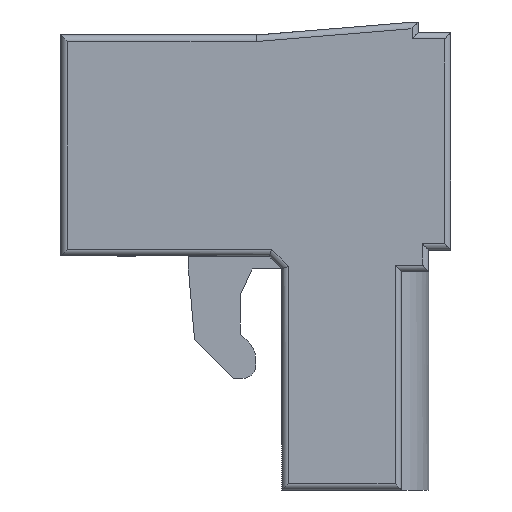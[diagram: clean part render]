
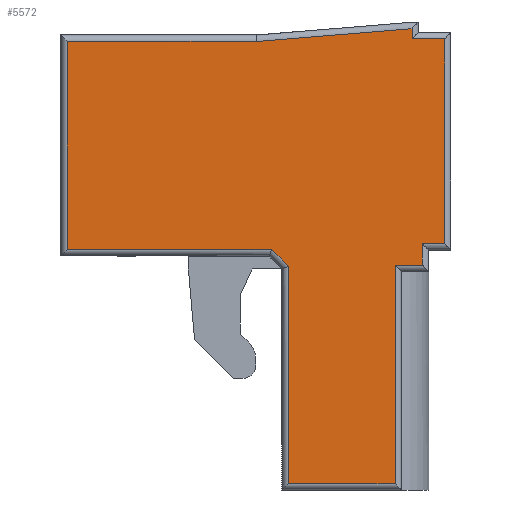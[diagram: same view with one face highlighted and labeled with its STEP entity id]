
A CAD part, left-side view. The second image highlights one B-rep face of the part: STEP entity #5572.
In plain terms, the highlighted planar face has unit normal (-1, 0, 0).
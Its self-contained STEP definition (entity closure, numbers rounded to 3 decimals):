
#39 = LINE ( 'NONE', #2982, #3668 ) ;
#71 = ORIENTED_EDGE ( 'NONE', *, *, #1329, .T. ) ;
#356 = VECTOR ( 'NONE', #5728, 1000. ) ;
#375 = DIRECTION ( 'NONE',  ( 0., 0., 1. ) ) ;
#408 = DIRECTION ( 'NONE',  ( 0., 0.997, -0.082 ) ) ;
#685 = EDGE_CURVE ( 'NONE', #5045, #2022, #4134, .T. ) ;
#835 = CARTESIAN_POINT ( 'NONE',  ( 25., 15., -0.75 ) ) ;
#858 = CARTESIAN_POINT ( 'NONE',  ( 25., 0.25, -0.65 ) ) ;
#993 = CARTESIAN_POINT ( 'NONE',  ( 25., 2.15, -17.75 ) ) ;
#1201 = EDGE_CURVE ( 'NONE', #1216, #2778, #39, .T. ) ;
#1216 = VERTEX_POINT ( 'NONE', #6340 ) ;
#1318 = EDGE_CURVE ( 'NONE', #2022, #3369, #8952, .T. ) ;
#1329 = EDGE_CURVE ( 'NONE', #2778, #8826, #6035, .T. ) ;
#1544 = LINE ( 'NONE', #7502, #6885 ) ;
#1669 = DIRECTION ( 'NONE',  ( 0., 0., -1. ) ) ;
#1859 = CARTESIAN_POINT ( 'NONE',  ( 25., 14.75, -0.75 ) ) ;
#1873 = CARTESIAN_POINT ( 'NONE',  ( 25., 1.1, -8.78 ) ) ;
#1933 = EDGE_CURVE ( 'NONE', #3369, #2788, #2140, .T. ) ;
#1997 = VERTEX_POINT ( 'NONE', #6214 ) ;
#2022 = VERTEX_POINT ( 'NONE', #1859 ) ;
#2067 = CARTESIAN_POINT ( 'NONE',  ( 25., 0., 0. ) ) ;
#2140 = LINE ( 'NONE', #3921, #7707 ) ;
#2255 = VECTOR ( 'NONE', #375, 1000. ) ;
#2388 = VERTEX_POINT ( 'NONE', #3654 ) ;
#2652 = AXIS2_PLACEMENT_3D ( 'NONE', #2067, #2774, #7864 ) ;
#2770 = VERTEX_POINT ( 'NONE', #3257 ) ;
#2774 = DIRECTION ( 'NONE',  ( -1., 0., 0. ) ) ;
#2778 = VERTEX_POINT ( 'NONE', #2950 ) ;
#2788 = VERTEX_POINT ( 'NONE', #4446 ) ;
#2791 = CARTESIAN_POINT ( 'NONE',  ( 25., 7.49, -0.75 ) ) ;
#2809 = CARTESIAN_POINT ( 'NONE',  ( 25., 1.5, 0. ) ) ;
#2869 = ORIENTED_EDGE ( 'NONE', *, *, #5594, .T. ) ;
#2926 = DIRECTION ( 'NONE',  ( 0., 0., -1. ) ) ;
#2950 = CARTESIAN_POINT ( 'NONE',  ( 25., 6.25, -17.75 ) ) ;
#2978 = DIRECTION ( 'NONE',  ( 0., 0., 1. ) ) ;
#2982 = CARTESIAN_POINT ( 'NONE',  ( 25., 6.25, -18. ) ) ;
#3121 = DIRECTION ( 'NONE',  ( 0., -1., 0. ) ) ;
#3145 = VECTOR ( 'NONE', #408, 1000. ) ;
#3234 = VERTEX_POINT ( 'NONE', #8546 ) ;
#3257 = CARTESIAN_POINT ( 'NONE',  ( 25., 1.5, -0.259 ) ) ;
#3369 = VERTEX_POINT ( 'NONE', #5503 ) ;
#3445 = DIRECTION ( 'NONE',  ( 0., -1., 0. ) ) ;
#3594 = ORIENTED_EDGE ( 'NONE', *, *, #6762, .T. ) ;
#3654 = CARTESIAN_POINT ( 'NONE',  ( 25., 2.15, -9.35 ) ) ;
#3668 = VECTOR ( 'NONE', #2926, 1000. ) ;
#3717 = DIRECTION ( 'NONE',  ( 0., 1., 0. ) ) ;
#3921 = CARTESIAN_POINT ( 'NONE',  ( 25., 7., -8.75 ) ) ;
#4115 = VECTOR ( 'NONE', #1669, 1000. ) ;
#4134 = LINE ( 'NONE', #835, #7745 ) ;
#4160 = ORIENTED_EDGE ( 'NONE', *, *, #6219, .T. ) ;
#4232 = CARTESIAN_POINT ( 'NONE',  ( 25., 0.85, -9.35 ) ) ;
#4295 = CARTESIAN_POINT ( 'NONE',  ( 25., 1.1, -9.35 ) ) ;
#4446 = CARTESIAN_POINT ( 'NONE',  ( 25., 6.896, -8.75 ) ) ;
#4532 = LINE ( 'NONE', #7784, #6670 ) ;
#4553 = CARTESIAN_POINT ( 'NONE',  ( 25., 1.5, -0.65 ) ) ;
#4638 = DIRECTION ( 'NONE',  ( 0., -1., 0. ) ) ;
#4642 = FACE_OUTER_BOUND ( 'NONE', #7288, .T. ) ;
#4798 = DIRECTION ( 'NONE',  ( 0., 1., 0. ) ) ;
#4941 = PLANE ( 'NONE',  #2652 ) ;
#4951 = EDGE_CURVE ( 'NONE', #3234, #1997, #4532, .T. ) ;
#5045 = VERTEX_POINT ( 'NONE', #2791 ) ;
#5271 = ORIENTED_EDGE ( 'NONE', *, *, #4951, .T. ) ;
#5348 = DIRECTION ( 'NONE',  ( 0., -0.707, -0.707 ) ) ;
#5467 = EDGE_CURVE ( 'NONE', #6118, #8664, #8235, .T. ) ;
#5472 = CARTESIAN_POINT ( 'NONE',  ( 25., 7.48, -0.749 ) ) ;
#5488 = LINE ( 'NONE', #1873, #7398 ) ;
#5503 = CARTESIAN_POINT ( 'NONE',  ( 25., 14.75, -8.75 ) ) ;
#5572 = ADVANCED_FACE ( 'NONE', ( #4642 ), #4941, .T. ) ;
#5594 = EDGE_CURVE ( 'NONE', #8664, #2770, #8025, .T. ) ;
#5728 = DIRECTION ( 'NONE',  ( 0., 0., 1. ) ) ;
#5750 = ORIENTED_EDGE ( 'NONE', *, *, #7966, .T. ) ;
#5795 = VECTOR ( 'NONE', #8536, 1000. ) ;
#5853 = ORIENTED_EDGE ( 'NONE', *, *, #1201, .T. ) ;
#6035 = LINE ( 'NONE', #8192, #7940 ) ;
#6118 = VERTEX_POINT ( 'NONE', #858 ) ;
#6214 = CARTESIAN_POINT ( 'NONE',  ( 25., 0.25, -8.53 ) ) ;
#6219 = EDGE_CURVE ( 'NONE', #2788, #1216, #1544, .T. ) ;
#6312 = ORIENTED_EDGE ( 'NONE', *, *, #1318, .T. ) ;
#6340 = CARTESIAN_POINT ( 'NONE',  ( 25., 6.25, -9.396 ) ) ;
#6524 = ORIENTED_EDGE ( 'NONE', *, *, #8945, .T. ) ;
#6670 = VECTOR ( 'NONE', #3445, 1000. ) ;
#6712 = CARTESIAN_POINT ( 'NONE',  ( 25., 14.75, -9. ) ) ;
#6762 = EDGE_CURVE ( 'NONE', #7992, #3234, #5488, .T. ) ;
#6885 = VECTOR ( 'NONE', #5348, 1000. ) ;
#6971 = DIRECTION ( 'NONE',  ( 0., 0., 1. ) ) ;
#6983 = ORIENTED_EDGE ( 'NONE', *, *, #5467, .T. ) ;
#7288 = EDGE_LOOP ( 'NONE', ( #7662, #5750, #3594, #5271, #8864, #6983, #2869, #6524, #8205, #6312, #7982, #4160, #5853, #71 ) ) ;
#7353 = CARTESIAN_POINT ( 'NONE',  ( 25., 2.15, -9.6 ) ) ;
#7398 = VECTOR ( 'NONE', #6971, 1000. ) ;
#7442 = VECTOR ( 'NONE', #2978, 1000. ) ;
#7502 = CARTESIAN_POINT ( 'NONE',  ( 25., 6.323, -9.323 ) ) ;
#7662 = ORIENTED_EDGE ( 'NONE', *, *, #9294, .T. ) ;
#7707 = VECTOR ( 'NONE', #4638, 1000. ) ;
#7715 = LINE ( 'NONE', #4232, #5795 ) ;
#7745 = VECTOR ( 'NONE', #3717, 1000. ) ;
#7758 = EDGE_CURVE ( 'NONE', #1997, #6118, #8038, .T. ) ;
#7784 = CARTESIAN_POINT ( 'NONE',  ( 25., 0., -8.53 ) ) ;
#7864 = DIRECTION ( 'NONE',  ( 0., 0., 1. ) ) ;
#7940 = VECTOR ( 'NONE', #3121, 1000. ) ;
#7966 = EDGE_CURVE ( 'NONE', #2388, #7992, #7715, .T. ) ;
#7982 = ORIENTED_EDGE ( 'NONE', *, *, #1933, .T. ) ;
#7992 = VERTEX_POINT ( 'NONE', #4295 ) ;
#8009 = VECTOR ( 'NONE', #4798, 1000. ) ;
#8025 = LINE ( 'NONE', #2809, #356 ) ;
#8038 = LINE ( 'NONE', #9002, #2255 ) ;
#8192 = CARTESIAN_POINT ( 'NONE',  ( 25., 1.9, -17.75 ) ) ;
#8205 = ORIENTED_EDGE ( 'NONE', *, *, #685, .T. ) ;
#8235 = LINE ( 'NONE', #9132, #8009 ) ;
#8536 = DIRECTION ( 'NONE',  ( 0., -1., 0. ) ) ;
#8546 = CARTESIAN_POINT ( 'NONE',  ( 25., 1.1, -8.53 ) ) ;
#8664 = VERTEX_POINT ( 'NONE', #4553 ) ;
#8826 = VERTEX_POINT ( 'NONE', #993 ) ;
#8864 = ORIENTED_EDGE ( 'NONE', *, *, #7758, .T. ) ;
#8911 = LINE ( 'NONE', #5472, #3145 ) ;
#8945 = EDGE_CURVE ( 'NONE', #2770, #5045, #8911, .T. ) ;
#8952 = LINE ( 'NONE', #6712, #4115 ) ;
#9002 = CARTESIAN_POINT ( 'NONE',  ( 25., 0.25, -0.4 ) ) ;
#9119 = LINE ( 'NONE', #7353, #7442 ) ;
#9132 = CARTESIAN_POINT ( 'NONE',  ( 25., 1.25, -0.65 ) ) ;
#9294 = EDGE_CURVE ( 'NONE', #8826, #2388, #9119, .T. ) ;
